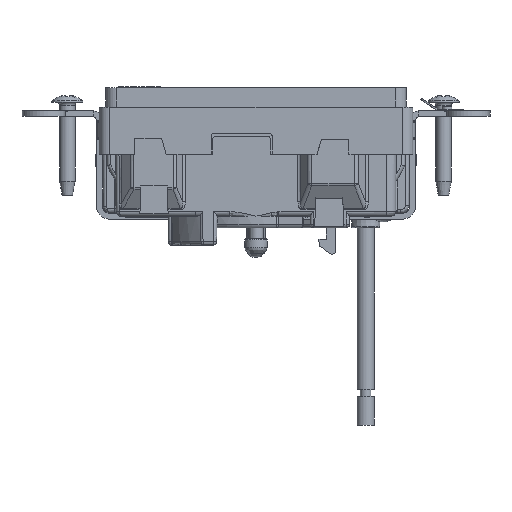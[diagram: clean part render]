
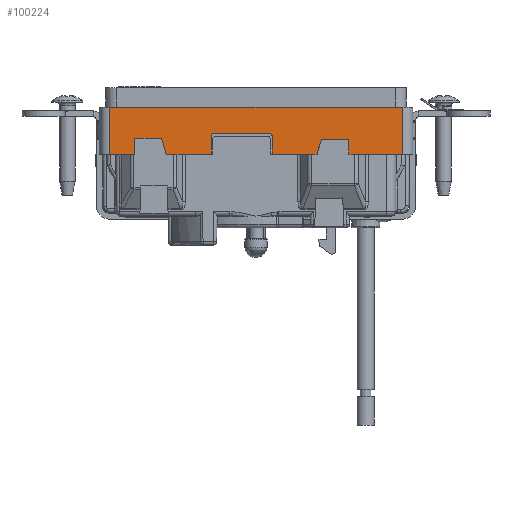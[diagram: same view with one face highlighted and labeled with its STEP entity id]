
A CAD part, left-side view. The second image highlights one B-rep face of the part: STEP entity #100224.
In plain terms, the highlighted planar face has unit normal (-1, 0, 0).
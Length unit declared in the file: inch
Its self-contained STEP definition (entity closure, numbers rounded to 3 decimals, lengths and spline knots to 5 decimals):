
#6175 = ORIENTED_EDGE ( 'NONE', *, *, #190873, .T. ) ;
#7714 = EDGE_CURVE ( 'NONE', #166402, #78789, #131044, .T. ) ;
#8854 = VERTEX_POINT ( 'NONE', #162889 ) ;
#10190 = VERTEX_POINT ( 'NONE', #33856 ) ;
#11325 = DIRECTION ( 'NONE',  ( 0., 0., 1. ) ) ;
#13092 = VECTOR ( 'NONE', #178292, 39.37008 ) ;
#13443 = ORIENTED_EDGE ( 'NONE', *, *, #151245, .T. ) ;
#13749 = LINE ( 'NONE', #159813, #171044 ) ;
#15914 = CARTESIAN_POINT ( 'NONE',  ( -0.64223, 0.07291, 2.89116 ) ) ;
#18418 = CARTESIAN_POINT ( 'NONE',  ( -0.64223, 2.18003, 3.30048 ) ) ;
#20082 = ORIENTED_EDGE ( 'NONE', *, *, #115330, .T. ) ;
#23312 = ORIENTED_EDGE ( 'NONE', *, *, #177405, .T. ) ;
#24034 = LINE ( 'NONE', #90740, #49825 ) ;
#27524 = FACE_OUTER_BOUND ( 'NONE', #190503, .T. ) ;
#27861 = CARTESIAN_POINT ( 'NONE',  ( -0.64223, 2.08691, 2.89116 ) ) ;
#28062 = ORIENTED_EDGE ( 'NONE', *, *, #7714, .T. ) ;
#29690 = DIRECTION ( 'NONE',  ( 0., -1., 0. ) ) ;
#33856 = CARTESIAN_POINT ( 'NONE',  ( -0.64223, 1.20541, 3.04446 ) ) ;
#34851 = CARTESIAN_POINT ( 'NONE',  ( -0.64223, 0.67441, 2.89116 ) ) ;
#35615 = ORIENTED_EDGE ( 'NONE', *, *, #182072, .T. ) ;
#37106 = DIRECTION ( 'NONE',  ( 0., 0., 1. ) ) ;
#37388 = VECTOR ( 'NONE', #157213, 39.37008 ) ;
#38794 = DIRECTION ( 'NONE',  ( 0., 0., -1. ) ) ;
#39854 = LINE ( 'NONE', #119273, #183688 ) ;
#40229 = DIRECTION ( 'NONE',  ( 0., -1., 0. ) ) ;
#40657 = CARTESIAN_POINT ( 'NONE',  ( -0.64223, 1.60391, 2.89116 ) ) ;
#43232 = CARTESIAN_POINT ( 'NONE',  ( -0.64223, 1.17541, 3.07446 ) ) ;
#43722 = VECTOR ( 'NONE', #179005, 39.37008 ) ;
#48173 = VERTEX_POINT ( 'NONE', #43232 ) ;
#49825 = VECTOR ( 'NONE', #11325, 39.37008 ) ;
#50179 = LINE ( 'NONE', #18418, #13092 ) ;
#51918 = CARTESIAN_POINT ( 'NONE',  ( -0.64223, 2.08703, 2.89116 ) ) ;
#56198 = CARTESIAN_POINT ( 'NONE',  ( -0.64223, 1.17541, 3.04446 ) ) ;
#56303 = ORIENTED_EDGE ( 'NONE', *, *, #75259, .T. ) ;
#57034 = VECTOR ( 'NONE', #102314, 39.37008 ) ;
#57124 = CARTESIAN_POINT ( 'NONE',  ( -0.64223, 2.08703, 3.07446 ) ) ;
#58246 = DIRECTION ( 'NONE',  ( 0., 0., 1. ) ) ;
#58695 = VERTEX_POINT ( 'NONE', #15914 ) ;
#59226 = LINE ( 'NONE', #57124, #167676 ) ;
#61192 = VERTEX_POINT ( 'NONE', #27861 ) ;
#64105 = DIRECTION ( 'NONE',  ( 0., 0., 1. ) ) ;
#66809 = AXIS2_PLACEMENT_3D ( 'NONE', #152398, #168337, #37106 ) ;
#71422 = LINE ( 'NONE', #105235, #190413 ) ;
#71635 = LINE ( 'NONE', #104408, #57034 ) ;
#72435 = DIRECTION ( 'NONE',  ( 0., -1., 0. ) ) ;
#75194 = PLANE ( 'NONE',  #131620 ) ;
#75259 = EDGE_CURVE ( 'NONE', #48173, #166402, #59226, .T. ) ;
#76415 = ORIENTED_EDGE ( 'NONE', *, *, #140169, .T. ) ;
#77290 = CARTESIAN_POINT ( 'NONE',  ( -0.64223, 2.08703, 2.89104 ) ) ;
#77515 = VERTEX_POINT ( 'NONE', #40657 ) ;
#78474 = VERTEX_POINT ( 'NONE', #177419 ) ;
#78789 = VERTEX_POINT ( 'NONE', #108156 ) ;
#80966 = AXIS2_PLACEMENT_3D ( 'NONE', #56198, #121855, #153542 ) ;
#85173 = CARTESIAN_POINT ( 'NONE',  ( -0.64223, -0.45709, 2.89116 ) ) ;
#90740 = CARTESIAN_POINT ( 'NONE',  ( -0.64223, 1.20541, 2.89104 ) ) ;
#92613 = LINE ( 'NONE', #207997, #37388 ) ;
#94813 = CARTESIAN_POINT ( 'NONE',  ( -0.64223, -0.45709, 2.89104 ) ) ;
#99879 = EDGE_CURVE ( 'NONE', #184373, #78474, #50179, .T. ) ;
#100224 = ADVANCED_FACE ( 'NONE', ( #27524 ), #75194, .T. ) ;
#102314 = DIRECTION ( 'NONE',  ( 0., -1., 0. ) ) ;
#104408 = CARTESIAN_POINT ( 'NONE',  ( -0.64223, 2.08703, 2.89116 ) ) ;
#105235 = CARTESIAN_POINT ( 'NONE',  ( -0.64223, 2.08703, 2.89116 ) ) ;
#108156 = CARTESIAN_POINT ( 'NONE',  ( -0.64223, 0.67441, 3.04446 ) ) ;
#109597 = LINE ( 'NONE', #94813, #126567 ) ;
#112641 = ORIENTED_EDGE ( 'NONE', *, *, #175985, .F. ) ;
#114446 = LINE ( 'NONE', #51918, #43722 ) ;
#115330 = EDGE_CURVE ( 'NONE', #10190, #48173, #151898, .T. ) ;
#119273 = CARTESIAN_POINT ( 'NONE',  ( -0.64223, 0.67441, 2.89104 ) ) ;
#119428 = VERTEX_POINT ( 'NONE', #152073 ) ;
#121855 = DIRECTION ( 'NONE',  ( 1., 0., 0. ) ) ;
#123727 = CARTESIAN_POINT ( 'NONE',  ( -0.64223, 2.08703, 2.89116 ) ) ;
#123827 = ORIENTED_EDGE ( 'NONE', *, *, #142755, .T. ) ;
#126567 = VECTOR ( 'NONE', #64105, 39.37008 ) ;
#131044 = CIRCLE ( 'NONE', #66809, 0.03 ) ;
#131620 = AXIS2_PLACEMENT_3D ( 'NONE', #77290, #205378, #191582 ) ;
#140169 = EDGE_CURVE ( 'NONE', #61192, #169999, #190592, .T. ) ;
#140725 = EDGE_CURVE ( 'NONE', #162082, #184373, #109597, .T. ) ;
#141684 = DIRECTION ( 'NONE',  ( 0., -1., 0. ) ) ;
#142755 = EDGE_CURVE ( 'NONE', #119428, #10190, #24034, .T. ) ;
#143467 = ORIENTED_EDGE ( 'NONE', *, *, #194911, .T. ) ;
#151245 = EDGE_CURVE ( 'NONE', #78789, #154810, #39854, .T. ) ;
#151898 = CIRCLE ( 'NONE', #80966, 0.03 ) ;
#152073 = CARTESIAN_POINT ( 'NONE',  ( -0.64223, 1.20541, 2.89116 ) ) ;
#152398 = CARTESIAN_POINT ( 'NONE',  ( -0.64223, 0.70441, 3.04446 ) ) ;
#153270 = VECTOR ( 'NONE', #29690, 39.37008 ) ;
#153542 = DIRECTION ( 'NONE',  ( 0., 0., 1. ) ) ;
#154810 = VERTEX_POINT ( 'NONE', #34851 ) ;
#157213 = DIRECTION ( 'NONE',  ( 0., -1., 0. ) ) ;
#158056 = EDGE_CURVE ( 'NONE', #169999, #77515, #92613, .T. ) ;
#158383 = CARTESIAN_POINT ( 'NONE',  ( -0.64223, -0.45709, 3.30048 ) ) ;
#159813 = CARTESIAN_POINT ( 'NONE',  ( -0.64223, 2.08691, 3.3006 ) ) ;
#162082 = VERTEX_POINT ( 'NONE', #85173 ) ;
#162889 = CARTESIAN_POINT ( 'NONE',  ( -0.64223, 0.27591, 2.89116 ) ) ;
#165036 = VECTOR ( 'NONE', #141684, 39.37008 ) ;
#166402 = VERTEX_POINT ( 'NONE', #180238 ) ;
#167676 = VECTOR ( 'NONE', #40229, 39.37008 ) ;
#168137 = ORIENTED_EDGE ( 'NONE', *, *, #140725, .T. ) ;
#168337 = DIRECTION ( 'NONE',  ( 1., 0., 0. ) ) ;
#169999 = VERTEX_POINT ( 'NONE', #170220 ) ;
#170220 = CARTESIAN_POINT ( 'NONE',  ( -0.64223, 1.80691, 2.89116 ) ) ;
#171044 = VECTOR ( 'NONE', #58246, 39.37008 ) ;
#171387 = LINE ( 'NONE', #123727, #165036 ) ;
#172657 = ORIENTED_EDGE ( 'NONE', *, *, #99879, .T. ) ;
#174703 = CARTESIAN_POINT ( 'NONE',  ( -0.64223, 2.08703, 2.89116 ) ) ;
#175985 = EDGE_CURVE ( 'NONE', #61192, #78474, #13749, .T. ) ;
#177405 = EDGE_CURVE ( 'NONE', #77515, #119428, #171387, .T. ) ;
#177419 = CARTESIAN_POINT ( 'NONE',  ( -0.64223, 2.08691, 3.30048 ) ) ;
#178292 = DIRECTION ( 'NONE',  ( 0., 1., 0. ) ) ;
#179005 = DIRECTION ( 'NONE',  ( 0., -1., 0. ) ) ;
#180238 = CARTESIAN_POINT ( 'NONE',  ( -0.64223, 0.70441, 3.07446 ) ) ;
#182072 = EDGE_CURVE ( 'NONE', #58695, #162082, #71635, .T. ) ;
#183688 = VECTOR ( 'NONE', #38794, 39.37008 ) ;
#184373 = VERTEX_POINT ( 'NONE', #158383 ) ;
#190413 = VECTOR ( 'NONE', #72435, 39.37008 ) ;
#190503 = EDGE_LOOP ( 'NONE', ( #123827, #20082, #56303, #28062, #13443, #6175, #143467, #35615, #168137, #172657, #112641, #76415, #198504, #23312 ) ) ;
#190592 = LINE ( 'NONE', #174703, #153270 ) ;
#190873 = EDGE_CURVE ( 'NONE', #154810, #8854, #71422, .T. ) ;
#191582 = DIRECTION ( 'NONE',  ( 0., -1., 0. ) ) ;
#194911 = EDGE_CURVE ( 'NONE', #8854, #58695, #114446, .T. ) ;
#198504 = ORIENTED_EDGE ( 'NONE', *, *, #158056, .T. ) ;
#205378 = DIRECTION ( 'NONE',  ( -1., 0., 0. ) ) ;
#207997 = CARTESIAN_POINT ( 'NONE',  ( -0.64223, 2.08703, 2.89116 ) ) ;
